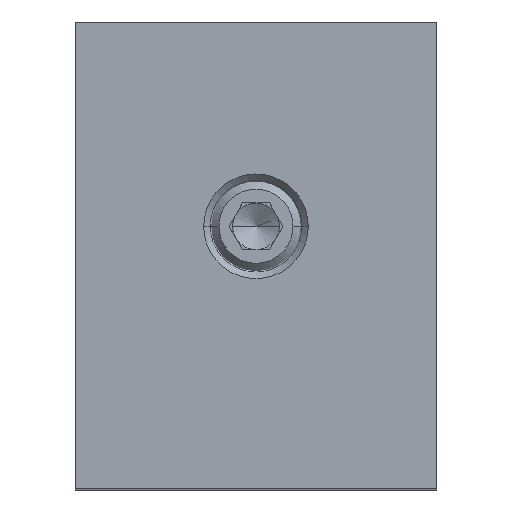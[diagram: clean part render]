
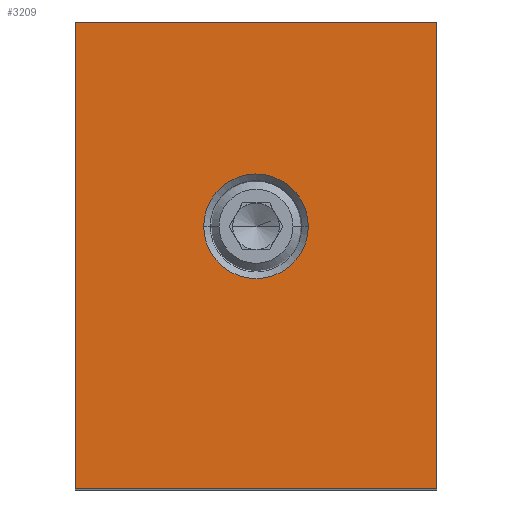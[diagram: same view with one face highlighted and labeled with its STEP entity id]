
A CAD part, top view. The second image highlights one B-rep face of the part: STEP entity #3209.
In plain terms, the highlighted planar face has unit normal (0, 0, 1).
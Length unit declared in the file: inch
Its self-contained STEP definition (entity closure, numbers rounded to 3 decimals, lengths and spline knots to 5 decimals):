
#1287=DIRECTION('',(0.,-1.,0.));
#1288=VECTOR('',#1287,2.5);
#1289=CARTESIAN_POINT('',(0.,0.,3.625));
#1290=LINE('',#1289,#1288);
#1291=DIRECTION('',(-1.,0.,0.));
#1292=VECTOR('',#1291,1.938);
#1293=CARTESIAN_POINT('',(1.938,0.,3.625));
#1294=LINE('',#1293,#1292);
#1295=DIRECTION('',(0.,1.,0.));
#1296=VECTOR('',#1295,2.5);
#1297=CARTESIAN_POINT('',(1.938,-2.5,3.625));
#1298=LINE('',#1297,#1296);
#1299=DIRECTION('',(1.,0.,0.));
#1300=VECTOR('',#1299,1.938);
#1301=CARTESIAN_POINT('',(0.,-2.5,3.625));
#1302=LINE('',#1301,#1300);
#1303=CARTESIAN_POINT('',(0.969,-1.094,3.625));
#1304=DIRECTION('',(0.,0.,-1.));
#1305=DIRECTION('',(-1.,0.,0.));
#1306=AXIS2_PLACEMENT_3D('',#1303,#1304,#1305);
#1308=CARTESIAN_POINT('',(0.969,-1.094,3.625));
#1309=DIRECTION('',(0.,0.,-1.));
#1310=DIRECTION('',(1.,0.,0.));
#1311=AXIS2_PLACEMENT_3D('',#1308,#1309,#1310);
#2681=CARTESIAN_POINT('',(0.,0.,3.625));
#2682=CARTESIAN_POINT('',(0.,-2.5,3.625));
#2683=VERTEX_POINT('',#2681);
#2684=VERTEX_POINT('',#2682);
#2685=CARTESIAN_POINT('',(1.938,-2.5,3.625));
#2686=VERTEX_POINT('',#2685);
#2687=CARTESIAN_POINT('',(1.938,0.,3.625));
#2688=VERTEX_POINT('',#2687);
#2922=CARTESIAN_POINT('',(0.689,-1.094,3.625));
#2923=CARTESIAN_POINT('',(1.249,-1.094,3.625));
#2924=VERTEX_POINT('',#2922);
#2925=VERTEX_POINT('',#2923);
#3192=CARTESIAN_POINT('',(0.,0.,3.625));
#3193=DIRECTION('',(0.,0.,1.));
#3194=DIRECTION('',(1.,0.,0.));
#3195=AXIS2_PLACEMENT_3D('',#3192,#3193,#3194);
#3196=PLANE('',#3195);
#3197=ORIENTED_EDGE('',*,*,#2964,.F.);
#3198=ORIENTED_EDGE('',*,*,#3069,.F.);
#3199=ORIENTED_EDGE('',*,*,#3083,.F.);
#3200=ORIENTED_EDGE('',*,*,#3186,.F.);
#3201=EDGE_LOOP('',(#3197,#3198,#3199,#3200));
#3202=FACE_OUTER_BOUND('',#3201,.F.);
#3204=ORIENTED_EDGE('',*,*,#3203,.F.);
#3206=ORIENTED_EDGE('',*,*,#3205,.F.);
#3207=EDGE_LOOP('',(#3204,#3206));
#3208=FACE_BOUND('',#3207,.F.);
#3209=ADVANCED_FACE('',(#3202,#3208),#3196,.T.);
#1307=CIRCLE('',#1306,0.28);
#1312=CIRCLE('',#1311,0.28);
#2964=EDGE_CURVE('',#2683,#2684,#1290,.T.);
#3069=EDGE_CURVE('',#2688,#2683,#1294,.T.);
#3083=EDGE_CURVE('',#2686,#2688,#1298,.T.);
#3186=EDGE_CURVE('',#2684,#2686,#1302,.T.);
#3203=EDGE_CURVE('',#2924,#2925,#1307,.T.);
#3205=EDGE_CURVE('',#2925,#2924,#1312,.T.);
